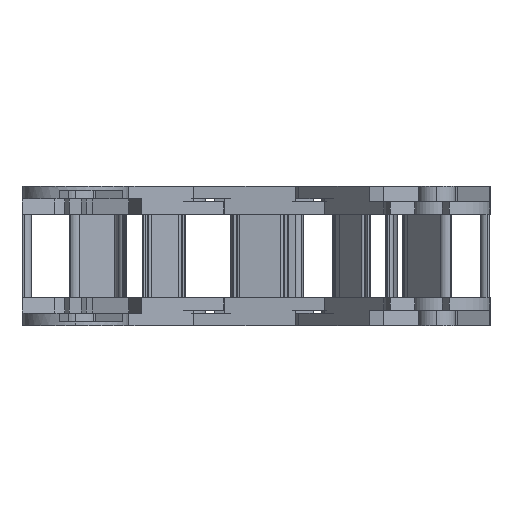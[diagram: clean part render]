
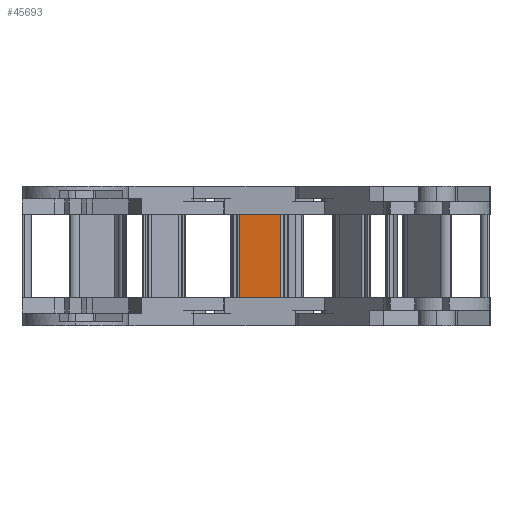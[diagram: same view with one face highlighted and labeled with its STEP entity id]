
A CAD part, left-side view. The second image highlights one B-rep face of the part: STEP entity #45693.
In plain terms, the highlighted planar face has unit normal (-0.998, 0.068, 0).
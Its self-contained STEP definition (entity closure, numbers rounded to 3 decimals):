
#3094 = ORIENTED_EDGE ( 'NONE', *, *, #9077, .T. ) ;
#3265 = CARTESIAN_POINT ( 'NONE',  ( 10.033, -44.312, 0. ) ) ;
#6920 = CARTESIAN_POINT ( 'NONE',  ( 10.033, -44.312, -18. ) ) ;
#7905 = DIRECTION ( 'NONE',  ( -0.998, 0.068, 0. ) ) ;
#9077 = EDGE_CURVE ( 'NONE', #52874, #72221, #16876, .T. ) ;
#9460 = AXIS2_PLACEMENT_3D ( 'NONE', #67386, #7905, #60883 ) ;
#16876 = LINE ( 'NONE', #84175, #32046 ) ;
#18613 = CARTESIAN_POINT ( 'NONE',  ( 10.643, -35.332, 0. ) ) ;
#20630 = LINE ( 'NONE', #34550, #46622 ) ;
#22007 = VERTEX_POINT ( 'NONE', #31501 ) ;
#24842 = DIRECTION ( 'NONE',  ( 0.068, 0.998, 0. ) ) ;
#27452 = EDGE_CURVE ( 'NONE', #66118, #52874, #20630, .T. ) ;
#30486 = EDGE_LOOP ( 'NONE', ( #63244, #75640, #3094, #64231 ) ) ;
#30766 = DIRECTION ( 'NONE',  ( 0., 0., 1. ) ) ;
#31501 = CARTESIAN_POINT ( 'NONE',  ( 10.643, -35.332, 0. ) ) ;
#32046 = VECTOR ( 'NONE', #30766, 1000. ) ;
#32090 = LINE ( 'NONE', #18613, #72063 ) ;
#32208 = LINE ( 'NONE', #63549, #75006 ) ;
#32934 = CARTESIAN_POINT ( 'NONE',  ( 10.643, -35.332, -18. ) ) ;
#34550 = CARTESIAN_POINT ( 'NONE',  ( 10.643, -35.332, -18. ) ) ;
#41981 = EDGE_CURVE ( 'NONE', #72221, #22007, #32208, .T. ) ;
#45693 = ADVANCED_FACE ( 'NONE', ( #74755 ), #68262, .T. ) ;
#46622 = VECTOR ( 'NONE', #73618, 1000. ) ;
#52079 = DIRECTION ( 'NONE',  ( 0., 0., -1. ) ) ;
#52704 = EDGE_CURVE ( 'NONE', #22007, #66118, #32090, .T. ) ;
#52874 = VERTEX_POINT ( 'NONE', #6920 ) ;
#60883 = DIRECTION ( 'NONE',  ( 0., 0., -1. ) ) ;
#63244 = ORIENTED_EDGE ( 'NONE', *, *, #52704, .T. ) ;
#63549 = CARTESIAN_POINT ( 'NONE',  ( 10.338, -39.822, 0. ) ) ;
#64231 = ORIENTED_EDGE ( 'NONE', *, *, #41981, .T. ) ;
#66118 = VERTEX_POINT ( 'NONE', #32934 ) ;
#67386 = CARTESIAN_POINT ( 'NONE',  ( 10.643, -35.332, 0. ) ) ;
#68262 = PLANE ( 'NONE',  #9460 ) ;
#72063 = VECTOR ( 'NONE', #52079, 1000. ) ;
#72221 = VERTEX_POINT ( 'NONE', #3265 ) ;
#73618 = DIRECTION ( 'NONE',  ( -0.068, -0.998, 0. ) ) ;
#74755 = FACE_OUTER_BOUND ( 'NONE', #30486, .T. ) ;
#75006 = VECTOR ( 'NONE', #24842, 1000. ) ;
#75640 = ORIENTED_EDGE ( 'NONE', *, *, #27452, .T. ) ;
#84175 = CARTESIAN_POINT ( 'NONE',  ( 10.033, -44.312, 0. ) ) ;
